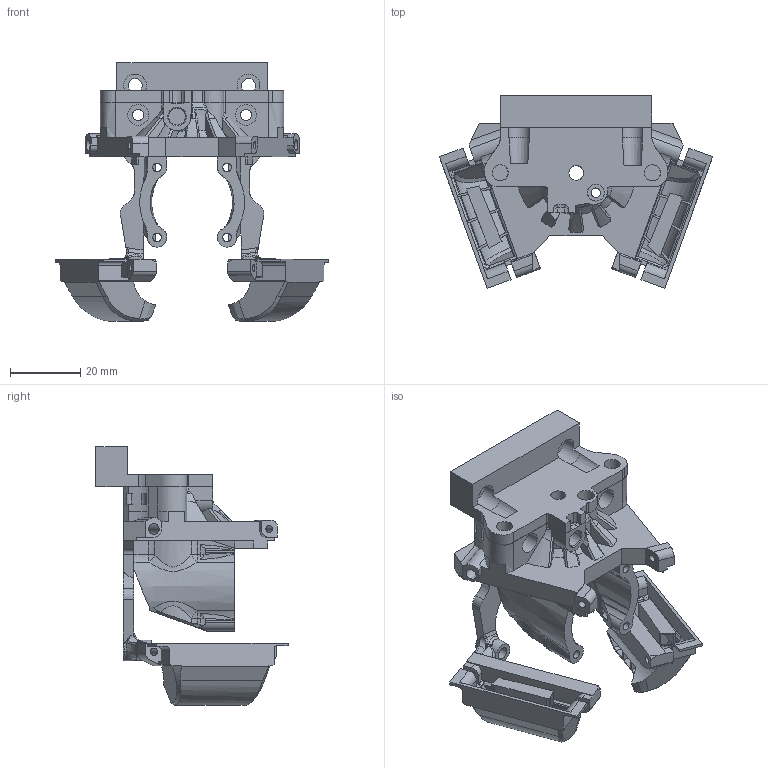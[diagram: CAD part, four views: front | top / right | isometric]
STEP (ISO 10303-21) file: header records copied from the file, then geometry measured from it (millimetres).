
FILE_DESCRIPTION(/* description */ (''),/* implementation_level */ '2;1');
FILE_NAME(/* name */ 'XolTapRapido.step',/* time_stamp */ '2022-11-27T12:38:40-05:00',/* author */ (''),/* organization */ (''),/* preprocessor_version */ 'ST-DEVELOPER v19.2',/* originating_system */ 'Autodesk Translation Framework v11.17.0.187',/* authorisation */ '');
FILE_SCHEMA (('AUTOMOTIVE_DESIGN { 1 0 10303 214 3 1 1 }'));
Products named in the file (1): (Unsaved)
Bounding box: 78.08 x 54.94 x 73.95 mm (x, y, z)
Volume: 33323.2 mm3; surface area: 26727.5 mm2
Topology: 4 solids, 5 shells, 855 faces, 2451 edges, 1571 vertices
Faces by surface type: plane 404, cylinder 225, bspline 183, cone 27, torus 16
Full cylindrical faces by diameter (mm): 2.1 x6, 2.45 x4, 2.7 x3, 3.2 x6, 3.5 x2, 4 x2, 4.2 x2, 4.6 x4, 4.8 x5, 6 x2, 6.5 x2, 20.6 x1
Entity records: 42636 total; most frequent: CARTESIAN_POINT 21468, ORIENTED_EDGE 4888, DIRECTION 3786, EDGE_CURVE 2444, VERTEX_POINT 1571, LINE 1286, VECTOR 1286, AXIS2_PLACEMENT_3D 1250
